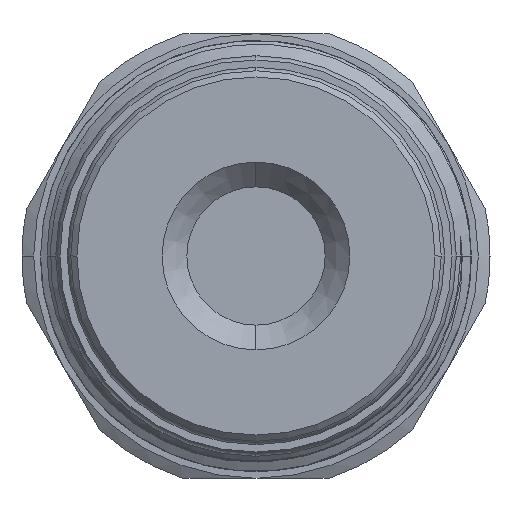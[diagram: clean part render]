
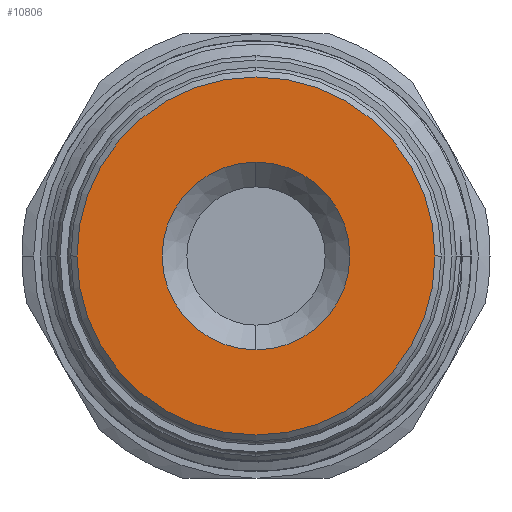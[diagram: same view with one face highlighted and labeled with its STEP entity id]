
A CAD part, left-side view. The second image highlights one B-rep face of the part: STEP entity #10806.
In plain terms, the highlighted planar face has unit normal (-1, 0, 0).
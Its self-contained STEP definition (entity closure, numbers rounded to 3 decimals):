
#79 = AXIS2_PLACEMENT_3D ( 'NONE', #1600, #11361, #14962 ) ;
#700 = AXIS2_PLACEMENT_3D ( 'NONE', #9146, #10338, #4135 ) ;
#849 = ORIENTED_EDGE ( 'NONE', *, *, #9312, .T. ) ;
#1600 = CARTESIAN_POINT ( 'NONE',  ( 0., 0., 0. ) ) ;
#1645 = VERTEX_POINT ( 'NONE', #8194 ) ;
#1747 = FACE_BOUND ( 'NONE', #10911, .T. ) ;
#2002 = CARTESIAN_POINT ( 'NONE',  ( 0., 0., 0. ) ) ;
#2008 = ORIENTED_EDGE ( 'NONE', *, *, #5048, .T. ) ;
#2269 = CIRCLE ( 'NONE', #2637, 7.6 ) ;
#2399 = DIRECTION ( 'NONE',  ( -1., 0., 0. ) ) ;
#2637 = AXIS2_PLACEMENT_3D ( 'NONE', #2002, #14064, #6884 ) ;
#3566 = CARTESIAN_POINT ( 'NONE',  ( 0., 0., 0. ) ) ;
#3658 = CARTESIAN_POINT ( 'NONE',  ( 0., 0., 0. ) ) ;
#3803 = AXIS2_PLACEMENT_3D ( 'NONE', #3566, #2399, #9560 ) ;
#4135 = DIRECTION ( 'NONE',  ( 0., 1., 0. ) ) ;
#4519 = CARTESIAN_POINT ( 'NONE',  ( 0., 14.5, 0. ) ) ;
#5048 = EDGE_CURVE ( 'NONE', #1645, #14019, #14937, .T. ) ;
#5446 = PLANE ( 'NONE',  #700 ) ;
#6249 = VERTEX_POINT ( 'NONE', #8044 ) ;
#6250 = FACE_OUTER_BOUND ( 'NONE', #8799, .T. ) ;
#6884 = DIRECTION ( 'NONE',  ( 0., 1., 0. ) ) ;
#6969 = ORIENTED_EDGE ( 'NONE', *, *, #13549, .T. ) ;
#7601 = CIRCLE ( 'NONE', #3803, 14.5 ) ;
#8044 = CARTESIAN_POINT ( 'NONE',  ( 0., 0., -7.6 ) ) ;
#8194 = CARTESIAN_POINT ( 'NONE',  ( 0., -14.5, 0. ) ) ;
#8799 = EDGE_LOOP ( 'NONE', ( #849, #2008 ) ) ;
#9080 = CARTESIAN_POINT ( 'NONE',  ( 0., 0., 7.6 ) ) ;
#9146 = CARTESIAN_POINT ( 'NONE',  ( 0., 0., 0. ) ) ;
#9312 = EDGE_CURVE ( 'NONE', #14019, #1645, #7601, .T. ) ;
#9560 = DIRECTION ( 'NONE',  ( 0., 1., 0. ) ) ;
#9689 = DIRECTION ( 'NONE',  ( 1., 0., 0. ) ) ;
#10338 = DIRECTION ( 'NONE',  ( 1., 0., 0. ) ) ;
#10444 = ORIENTED_EDGE ( 'NONE', *, *, #15629, .T. ) ;
#10806 = ADVANCED_FACE ( 'NONE', ( #6250, #1747 ), #5446, .F. ) ;
#10911 = EDGE_LOOP ( 'NONE', ( #6969, #10444 ) ) ;
#11213 = VERTEX_POINT ( 'NONE', #9080 ) ;
#11225 = AXIS2_PLACEMENT_3D ( 'NONE', #3658, #9689, #12056 ) ;
#11361 = DIRECTION ( 'NONE',  ( -1., 0., 0. ) ) ;
#12056 = DIRECTION ( 'NONE',  ( 0., 1., 0. ) ) ;
#13549 = EDGE_CURVE ( 'NONE', #11213, #6249, #14860, .T. ) ;
#14019 = VERTEX_POINT ( 'NONE', #4519 ) ;
#14064 = DIRECTION ( 'NONE',  ( 1., 0., 0. ) ) ;
#14860 = CIRCLE ( 'NONE', #11225, 7.6 ) ;
#14937 = CIRCLE ( 'NONE', #79, 14.5 ) ;
#14962 = DIRECTION ( 'NONE',  ( 0., 1., 0. ) ) ;
#15629 = EDGE_CURVE ( 'NONE', #6249, #11213, #2269, .T. ) ;
